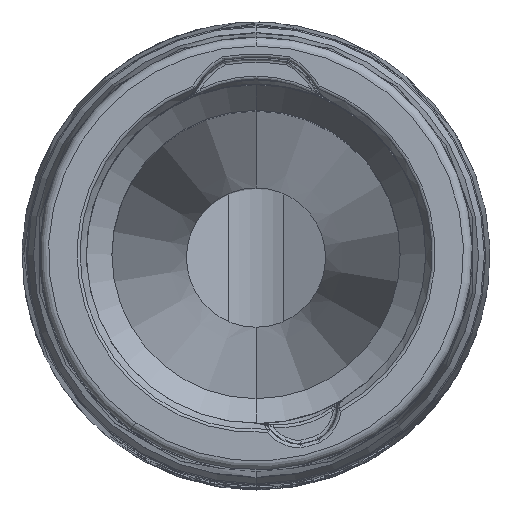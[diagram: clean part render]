
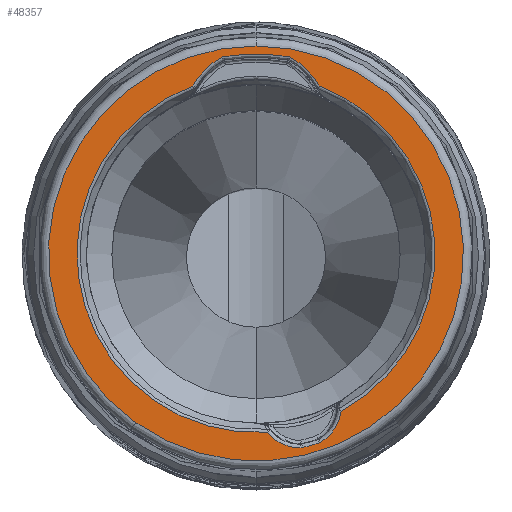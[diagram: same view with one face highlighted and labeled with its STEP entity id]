
A CAD part, top view. The second image highlights one B-rep face of the part: STEP entity #48357.
In plain terms, the highlighted planar face has unit normal (0, 0, 1).
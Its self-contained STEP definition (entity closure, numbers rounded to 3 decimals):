
#1=CARTESIAN_POINT('',(0.,0.,0.));
#2=DIRECTION('',(0.,0.,-1.));
#3=DIRECTION('',(0.,1.,0.));
#4=AXIS2_PLACEMENT_3D('',#1,#2,#3);
#6=CARTESIAN_POINT('',(0.,0.,0.));
#7=DIRECTION('',(0.,0.,-1.));
#8=DIRECTION('',(-0.578,-0.816,0.));
#9=AXIS2_PLACEMENT_3D('',#6,#7,#8);
#11=CARTESIAN_POINT('',(0.,0.,0.));
#12=DIRECTION('',(0.,0.,1.));
#13=DIRECTION('',(-0.354,0.935,0.));
#14=AXIS2_PLACEMENT_3D('',#11,#12,#13);
#16=CARTESIAN_POINT('',(2.481,-8.651,
0.));
#17=DIRECTION('',(0.,0.,-1.));
#18=DIRECTION('',(0.029,-1.,0.));
#19=AXIS2_PLACEMENT_3D('',#16,#17,#18);
#21=CARTESIAN_POINT('',(2.63,-10.988,
0.));
#22=CARTESIAN_POINT('',(2.622,-10.991,0.));
#23=CARTESIAN_POINT('',(2.604,-10.994,
0.));
#24=CARTESIAN_POINT('',(2.576,-10.998,
0.));
#25=CARTESIAN_POINT('',(2.558,-10.999,0.));
#26=CARTESIAN_POINT('',(2.549,-10.999,
0.));
#28=CARTESIAN_POINT('',(0.,0.,0.));
#29=DIRECTION('',(0.,0.,-1.));
#30=DIRECTION('',(0.318,-0.948,0.));
#31=AXIS2_PLACEMENT_3D('',#28,#29,#30);
#33=CARTESIAN_POINT('',(3.667,-10.679,
0.));
#34=CARTESIAN_POINT('',(3.659,-10.683,0.));
#35=CARTESIAN_POINT('',(3.643,-10.692,
0.));
#36=CARTESIAN_POINT('',(3.618,-10.703,
0.));
#37=CARTESIAN_POINT('',(3.601,-10.71,0.));
#38=CARTESIAN_POINT('',(3.592,-10.713,
0.));
#40=CARTESIAN_POINT('',(2.481,-8.651,
0.));
#41=DIRECTION('',(0.,0.,-1.));
#42=DIRECTION('',(0.993,-0.116,0.));
#43=AXIS2_PLACEMENT_3D('',#40,#41,#42);
#45=CARTESIAN_POINT('',(0.,0.,0.));
#46=DIRECTION('',(0.,0.,1.));
#47=DIRECTION('',(0.475,-0.88,0.));
#48=AXIS2_PLACEMENT_3D('',#45,#46,#47);
#50=CARTESIAN_POINT('',(0.,7.5,0.));
#51=DIRECTION('',(0.,0.,-1.));
#52=DIRECTION('',(0.474,0.881,0.));
#53=AXIS2_PLACEMENT_3D('',#50,#51,#52);
#55=CARTESIAN_POINT('',(1.818,11.152,0.));
#56=CARTESIAN_POINT('',(1.832,11.149,0.));
#57=CARTESIAN_POINT('',(1.861,11.143,0.));
#58=CARTESIAN_POINT('',(1.903,11.129,0.));
#59=CARTESIAN_POINT('',(1.93,11.116,0.));
#60=CARTESIAN_POINT('',(1.943,11.109,0.));
#62=CARTESIAN_POINT('',(0.,0.,0.));
#63=DIRECTION('',(0.,0.,-1.));
#64=DIRECTION('',(-0.161,0.987,0.));
#65=AXIS2_PLACEMENT_3D('',#62,#63,#64);
#67=CARTESIAN_POINT('',(-1.943,11.109,0.));
#68=CARTESIAN_POINT('',(-1.93,11.116,0.));
#69=CARTESIAN_POINT('',(-1.903,11.129,0.));
#70=CARTESIAN_POINT('',(-1.861,11.143,0.));
#71=CARTESIAN_POINT('',(-1.832,11.149,0.));
#72=CARTESIAN_POINT('',(-1.818,11.152,0.));
#74=CARTESIAN_POINT('',(0.,7.5,0.));
#75=DIRECTION('',(0.,0.,-1.));
#76=DIRECTION('',(-0.875,0.484,0.));
#77=AXIS2_PLACEMENT_3D('',#74,#75,#76);
#43042=CARTESIAN_POINT('',(0.,11.75,0.));
#43043=CARTESIAN_POINT('',(-6.797,-9.584,0.));
#43044=VERTEX_POINT('',#43042);
#43045=VERTEX_POINT('',#43043);
#43115=VERTEX_POINT('',#55);
#43116=VERTEX_POINT('',#60);
#43121=CARTESIAN_POINT('',(-1.818,11.152,
0.));
#43122=VERTEX_POINT('',#43121);
#43125=VERTEX_POINT('',#67);
#43128=VERTEX_POINT('',#21);
#43129=VERTEX_POINT('',#26);
#43134=CARTESIAN_POINT('',(3.592,-10.713,
0.));
#43135=VERTEX_POINT('',#43134);
#43138=VERTEX_POINT('',#33);
#43148=CARTESIAN_POINT('',(-3.588,9.483,
0.));
#43149=VERTEX_POINT('',#43148);
#43152=CARTESIAN_POINT('',(0.646,-10.118,0.));
#43153=VERTEX_POINT('',#43152);
#43155=CARTESIAN_POINT('',(4.814,-8.923,
0.));
#43157=VERTEX_POINT('',#43155);
#43171=CARTESIAN_POINT('',(3.588,9.483,0.));
#43172=VERTEX_POINT('',#43171);
#48320=CARTESIAN_POINT('',(0.,0.,0.));
#48321=DIRECTION('',(0.,0.,-1.));
#48322=DIRECTION('',(0.,-1.,0.));
#48323=AXIS2_PLACEMENT_3D('',#48320,#48321,#48322);
#48324=PLANE('',#48323);
#48326=ORIENTED_EDGE('',*,*,#48325,.T.);
#48328=ORIENTED_EDGE('',*,*,#48327,.T.);
#48329=EDGE_LOOP('',(#48326,#48328));
#48330=FACE_OUTER_BOUND('',#48329,.F.);
#48332=ORIENTED_EDGE('',*,*,#48331,.T.);
#48334=ORIENTED_EDGE('',*,*,#48333,.F.);
#48336=ORIENTED_EDGE('',*,*,#48335,.F.);
#48338=ORIENTED_EDGE('',*,*,#48337,.F.);
#48340=ORIENTED_EDGE('',*,*,#48339,.F.);
#48342=ORIENTED_EDGE('',*,*,#48341,.F.);
#48344=ORIENTED_EDGE('',*,*,#48343,.T.);
#48346=ORIENTED_EDGE('',*,*,#48345,.F.);
#48348=ORIENTED_EDGE('',*,*,#48347,.F.);
#48350=ORIENTED_EDGE('',*,*,#48349,.F.);
#48352=ORIENTED_EDGE('',*,*,#48351,.F.);
#48354=ORIENTED_EDGE('',*,*,#48353,.F.);
#48355=EDGE_LOOP('',(#48332,#48334,#48336,#48338,#48340,#48342,#48344,#48346,
#48348,#48350,#48352,#48354));
#48356=FACE_BOUND('',#48355,.F.);
#48357=ADVANCED_FACE('',(#48330,#48356),#48324,.F.);
#5=CIRCLE('',#4,11.75);
#10=CIRCLE('',#9,11.75);
#15=CIRCLE('',#14,10.138);
#20=CIRCLE('',#19,2.349);
#27=B_SPLINE_CURVE_WITH_KNOTS('',3,(#21,#22,#23,#24,#25,#26),.UNSPECIFIED.,.F.,
.F.,(4,1,1,4),(0.,0.333,0.667,1.),.UNSPECIFIED.);
#32=CIRCLE('',#31,11.299);
#39=B_SPLINE_CURVE_WITH_KNOTS('',3,(#33,#34,#35,#36,#37,#38),.UNSPECIFIED.,.F.,
.F.,(4,1,1,4),(0.,0.333,0.667,1.),.UNSPECIFIED.);
#44=CIRCLE('',#43,2.349);
#49=CIRCLE('',#48,10.138);
#54=CIRCLE('',#53,4.099);
#61=B_SPLINE_CURVE_WITH_KNOTS('',3,(#55,#56,#57,#58,#59,#60),.UNSPECIFIED.,.F.,
.F.,(4,1,1,4),(0.,0.333,0.667,1.),.UNSPECIFIED.);
#66=CIRCLE('',#65,11.299);
#73=B_SPLINE_CURVE_WITH_KNOTS('',3,(#67,#68,#69,#70,#71,#72),.UNSPECIFIED.,.F.,
.F.,(4,1,1,4),(0.,0.333,0.667,1.),.UNSPECIFIED.);
#78=CIRCLE('',#77,4.099);
#48325=EDGE_CURVE('',#43044,#43045,#5,.T.);
#48327=EDGE_CURVE('',#43045,#43044,#10,.T.);
#48331=EDGE_CURVE('',#43149,#43153,#15,.T.);
#48333=EDGE_CURVE('',#43129,#43153,#20,.T.);
#48335=EDGE_CURVE('',#43128,#43129,#27,.T.);
#48337=EDGE_CURVE('',#43135,#43128,#32,.T.);
#48339=EDGE_CURVE('',#43138,#43135,#39,.T.);
#48341=EDGE_CURVE('',#43157,#43138,#44,.T.);
#48343=EDGE_CURVE('',#43157,#43172,#49,.T.);
#48345=EDGE_CURVE('',#43116,#43172,#54,.T.);
#48347=EDGE_CURVE('',#43115,#43116,#61,.T.);
#48349=EDGE_CURVE('',#43122,#43115,#66,.T.);
#48351=EDGE_CURVE('',#43125,#43122,#73,.T.);
#48353=EDGE_CURVE('',#43149,#43125,#78,.T.);
